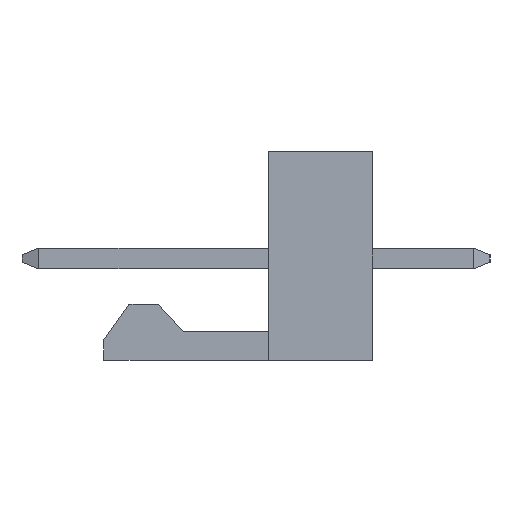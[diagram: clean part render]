
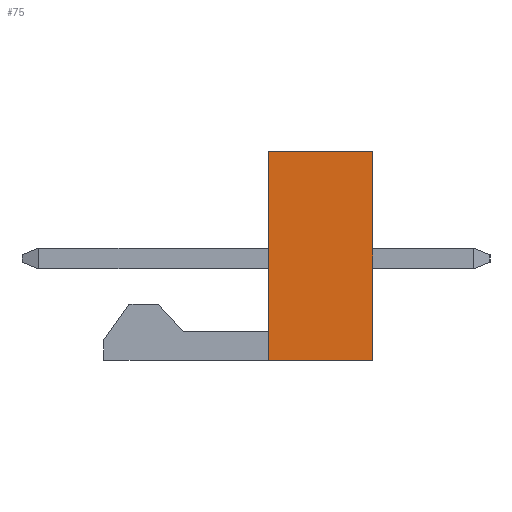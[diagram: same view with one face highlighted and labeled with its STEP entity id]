
A CAD part, left-side view. The second image highlights one B-rep face of the part: STEP entity #75.
In plain terms, the highlighted planar face has unit normal (-1, 0, 0).
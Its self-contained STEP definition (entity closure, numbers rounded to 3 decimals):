
#75=ADVANCED_FACE('',(#375),#376,.F.);
#375=FACE_OUTER_BOUND('',#973,.T.);
#376=PLANE('',#974);
#973=EDGE_LOOP('',(#1571,#1572,#1573,#1574));
#974=AXIS2_PLACEMENT_3D('',#1575,#1576,#1577);
#1571=ORIENTED_EDGE('',*,*,#3766,.F.);
#1572=ORIENTED_EDGE('',*,*,#3767,.F.);
#1573=ORIENTED_EDGE('',*,*,#3768,.F.);
#1574=ORIENTED_EDGE('',*,*,#3769,.F.);
#1575=CARTESIAN_POINT('',(-13.894,0.0,0.0));
#1576=DIRECTION('',(1.0,0.0,0.0));
#1577=DIRECTION('',(0.0,1.0,0.0));
#3766=EDGE_CURVE('',#4503,#4504,#4505,.T.);
#3767=EDGE_CURVE('',#4506,#4503,#4507,.T.);
#3768=EDGE_CURVE('',#4508,#4506,#4509,.T.);
#3769=EDGE_CURVE('',#4504,#4508,#4510,.T.);
#4503=VERTEX_POINT('',#5592);
#4504=VERTEX_POINT('',#5593);
#4505=LINE('',#5594,#5595);
#4506=VERTEX_POINT('',#5596);
#4507=LINE('',#5597,#5598);
#4508=VERTEX_POINT('',#5599);
#4509=LINE('',#5600,#5601);
#4510=LINE('',#5602,#5603);
#5592=CARTESIAN_POINT('',(-13.894,1.588,-3.099));
#5593=CARTESIAN_POINT('',(-13.894,1.588,3.251));
#5594=CARTESIAN_POINT('',(-13.894,1.588,-3.099));
#5595=VECTOR('',#7352,6.35);
#5596=CARTESIAN_POINT('',(-13.894,-1.588,-3.099));
#5597=CARTESIAN_POINT('',(-13.894,-1.588,-3.099));
#5598=VECTOR('',#7353,3.175);
#5599=CARTESIAN_POINT('',(-13.894,-1.588,3.251));
#5600=CARTESIAN_POINT('',(-13.894,-1.588,3.251));
#5601=VECTOR('',#7354,6.35);
#5602=CARTESIAN_POINT('',(-13.894,1.588,3.251));
#5603=VECTOR('',#7355,3.175);
#7352=DIRECTION('',(0.0,0.0,1.0));
#7353=DIRECTION('',(0.0,1.0,0.0));
#7354=DIRECTION('',(0.0,0.0,-1.0));
#7355=DIRECTION('',(0.0,-1.0,0.0));
